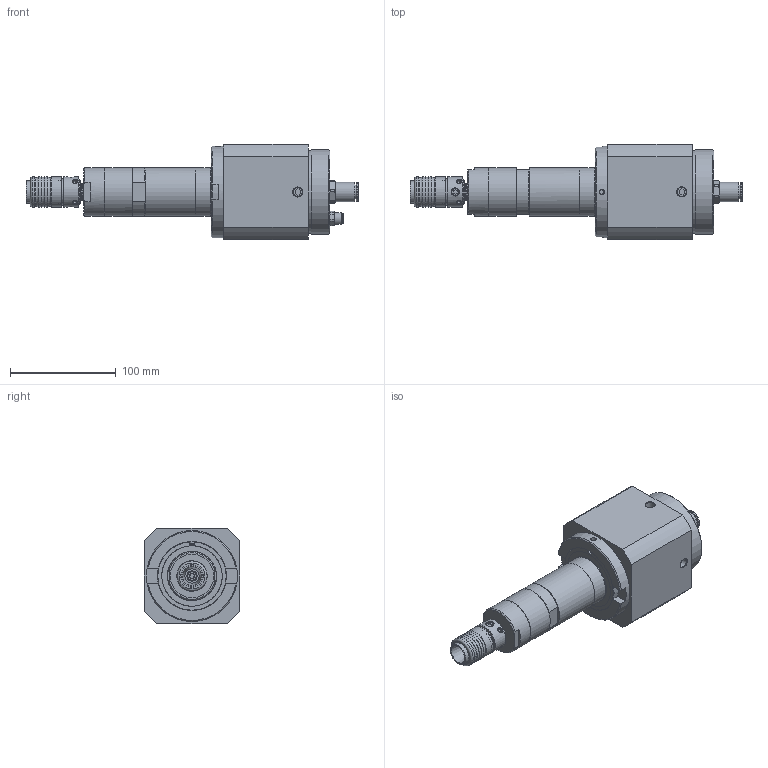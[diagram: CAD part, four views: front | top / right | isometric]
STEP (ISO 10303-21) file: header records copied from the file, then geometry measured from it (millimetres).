
FILE_DESCRIPTION(/* description */ (''),/* implementation_level */ '2;1');
FILE_NAME(/* name */ 'ESR 84-4700 AX25 WS_60051305.stp',/* time_stamp */ '2015-04-21T15:23:04+02:00',/* author */ ('ekoch'),/* organization */ (''),/* preprocessor_version */ 'ST-DEVELOPER v15.2',/* originating_system */ 'Autodesk Inventor 2014',/* authorisation */ '');
FILE_SCHEMA (('AUTOMOTIVE_DESIGN { 1 0 10303 214 3 1 1 }'));
Length unit declared in the file: millimetre
Products named in the file (1): ESR 84-4700 AX25 WS_60051305
Bounding box: 313.4 x 90 x 90 mm (x, y, z)
Volume: 1172518 mm3; surface area: 204373.2 mm2
Topology: 24 solids, 24 shells, 560 faces, 1199 edges, 746 vertices
Faces by surface type: plane 250, cylinder 168, cone 115, torus 15, bspline 12
Full cylindrical faces by diameter (mm): 4 x1, 4.134 x4, 4.5 x2, 4.917 x4, 5 x10, 5.25 x2, 6 x3, 6.188 x1, 6.2 x1, 6.647 x2, 7 x1, 7.2 x1, 8 x3, 8.05 x1, 8.565 x1, 8.566 x3, 8.9 x1, 9 x1, 9.728 x4, 9.9 x1, 9.931 x1, 10.6 x1, 11.2 x1, 12 x1, 13.2 x1, 13.9 x1, 14 x3, 14.5 x1, 14.95 x1, 16.662 x1
Entity records: 16206 total; most frequent: CARTESIAN_POINT 4675, DIRECTION 2357, ORIENTED_EDGE 1838, AXIS2_PLACEMENT_3D 1007, EDGE_CURVE 919, EDGE_LOOP 891, VERTEX_POINT 692, ADVANCED_FACE 560
